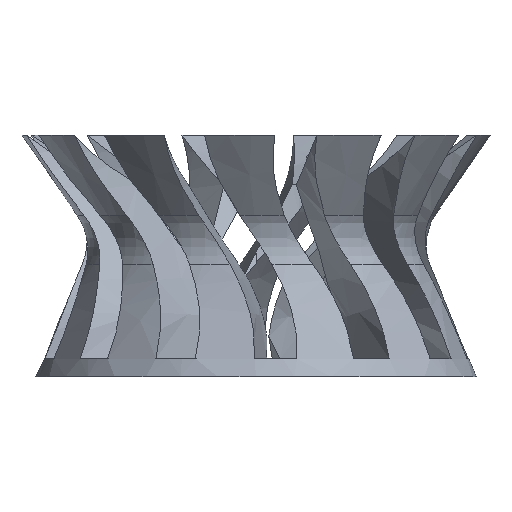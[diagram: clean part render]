
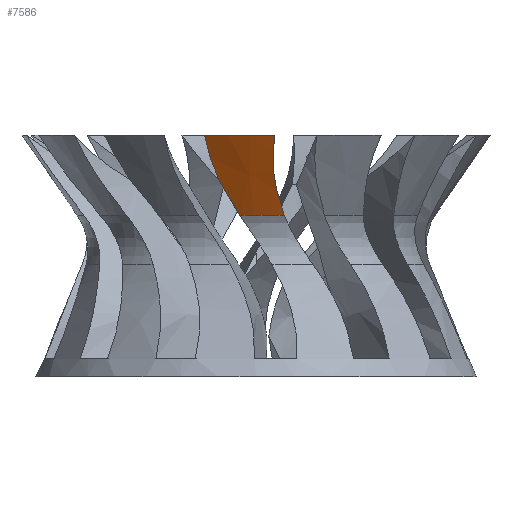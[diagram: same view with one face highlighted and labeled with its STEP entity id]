
A CAD part, left-side view. The second image highlights one B-rep face of the part: STEP entity #7586.
In plain terms, the highlighted conical face has half-angle 34.487 degrees and reference radius 90 mm.
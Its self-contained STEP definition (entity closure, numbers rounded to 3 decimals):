
#3515 = VERTEX_POINT('',#3516);
#3516 = CARTESIAN_POINT('',(-89.709,-7.233,
    -124.964));
#3535 = EDGE_CURVE('',#3536,#3515,#3538,.T.);
#3536 = VERTEX_POINT('',#3537);
#3537 = CARTESIAN_POINT('',(-68.012,-10.828,
    -155.726));
#3538 = B_SPLINE_CURVE_WITH_KNOTS('',8,(#3539,#3540,#3541,#3542,#3543,
    #3544,#3545,#3546,#3547,#3548,#3549,#3550,#3551,#3552,#3553,#3554),
  .UNSPECIFIED.,.F.,.F.,(9,7,9),(0.,0.648,1.),.UNSPECIFIED.);
#3539 = CARTESIAN_POINT('',(-68.012,-10.828,
    -155.726));
#3540 = CARTESIAN_POINT('',(-69.858,-9.946,
    -153.274));
#3541 = CARTESIAN_POINT('',(-71.683,-9.122,
    -150.807));
#3542 = CARTESIAN_POINT('',(-73.488,-8.38,
    -148.325));
#3543 = CARTESIAN_POINT('',(-75.276,-7.745,
    -145.831));
#3544 = CARTESIAN_POINT('',(-77.051,-7.234,
    -143.328));
#3545 = CARTESIAN_POINT('',(-78.812,-6.858,
    -140.819));
#3546 = CARTESIAN_POINT('',(-80.56,-6.621,
    -138.311));
#3547 = CARTESIAN_POINT('',(-83.237,-6.472,
    -134.444));
#3548 = CARTESIAN_POINT('',(-84.175,-6.46,
    -133.083));
#3549 = CARTESIAN_POINT('',(-85.11,-6.49,
    -131.723));
#3550 = CARTESIAN_POINT('',(-86.039,-6.561,
    -130.366));
#3551 = CARTESIAN_POINT('',(-86.964,-6.671,
    -129.011));
#3552 = CARTESIAN_POINT('',(-87.884,-6.821,
    -127.659));
#3553 = CARTESIAN_POINT('',(-88.799,-7.009,
    -126.31));
#3554 = CARTESIAN_POINT('',(-89.709,-7.233,
    -124.964));
#3650 = VERTEX_POINT('',#3651);
#3651 = CARTESIAN_POINT('',(-68.579,6.305,
    -155.726));
#3706 = EDGE_CURVE('',#3650,#3536,#3707,.T.);
#3707 = CIRCLE('',#3708,68.868);
#3708 = AXIS2_PLACEMENT_3D('',#3709,#3710,#3711);
#3709 = CARTESIAN_POINT('',(0.,0.,-155.726));
#3710 = DIRECTION('',(-0.,0.,1.));
#3711 = DIRECTION('',(1.,0.,0.));
#3751 = VERTEX_POINT('',#3752);
#3752 = CARTESIAN_POINT('',(-87.801,19.775,
    -124.964));
#3764 = EDGE_CURVE('',#3650,#3751,#3765,.T.);
#3765 = B_SPLINE_CURVE_WITH_KNOTS('',7,(#3766,#3767,#3768,#3769,#3770,
    #3771,#3772,#3773,#3774,#3775,#3776,#3777,#3778,#3779,#3780,#3781,
    #3782,#3783,#3784,#3785),.UNSPECIFIED.,.F.,.F.,(8,6,6,8),(0.,
    0.349,0.726,1.),.UNSPECIFIED.);
#3766 = CARTESIAN_POINT('',(-68.579,6.305,
    -155.726));
#3767 = CARTESIAN_POINT('',(-69.504,7.314,
    -154.251));
#3768 = CARTESIAN_POINT('',(-70.422,8.301,
    -152.767));
#3769 = CARTESIAN_POINT('',(-71.338,9.262,
    -151.273));
#3770 = CARTESIAN_POINT('',(-72.253,10.191,-149.77
    ));
#3771 = CARTESIAN_POINT('',(-73.169,11.085,
    -148.257));
#3772 = CARTESIAN_POINT('',(-74.09,11.939,
    -146.737));
#3773 = CARTESIAN_POINT('',(-76.016,13.623,
    -143.563));
#3774 = CARTESIAN_POINT('',(-77.021,14.446,
    -141.908));
#3775 = CARTESIAN_POINT('',(-78.036,15.215,
    -140.246));
#3776 = CARTESIAN_POINT('',(-79.063,15.928,
    -138.577));
#3777 = CARTESIAN_POINT('',(-80.102,16.581,
    -136.903));
#3778 = CARTESIAN_POINT('',(-81.154,17.175,
    -135.226));
#3779 = CARTESIAN_POINT('',(-82.995,18.099,
    -132.322));
#3780 = CARTESIAN_POINT('',(-83.779,18.456,
    -131.096));
#3781 = CARTESIAN_POINT('',(-84.569,18.782,
    -129.87));
#3782 = CARTESIAN_POINT('',(-85.367,19.077,
    -128.644));
#3783 = CARTESIAN_POINT('',(-86.171,19.34,
    -127.417));
#3784 = CARTESIAN_POINT('',(-86.983,19.573,
    -126.19));
#3785 = CARTESIAN_POINT('',(-87.801,19.775,
    -124.964));
#7586 = ADVANCED_FACE('',(#7587),#7599,.T.);
#7587 = FACE_BOUND('',#7588,.F.);
#7588 = EDGE_LOOP('',(#7589,#7590,#7597,#7598));
#7589 = ORIENTED_EDGE('',*,*,#3764,.T.);
#7590 = ORIENTED_EDGE('',*,*,#7591,.T.);
#7591 = EDGE_CURVE('',#3751,#3515,#7592,.T.);
#7592 = CIRCLE('',#7593,90.);
#7593 = AXIS2_PLACEMENT_3D('',#7594,#7595,#7596);
#7594 = CARTESIAN_POINT('',(0.,0.,-124.964));
#7595 = DIRECTION('',(-0.,0.,1.));
#7596 = DIRECTION('',(1.,0.,0.));
#7597 = ORIENTED_EDGE('',*,*,#3535,.F.);
#7598 = ORIENTED_EDGE('',*,*,#3706,.F.);
#7599 = CONICAL_SURFACE('',#7600,90.,0.602);
#7600 = AXIS2_PLACEMENT_3D('',#7601,#7602,#7603);
#7601 = CARTESIAN_POINT('',(0.,0.,-124.964));
#7602 = DIRECTION('',(0.,0.,1.));
#7603 = DIRECTION('',(1.,0.,0.));
